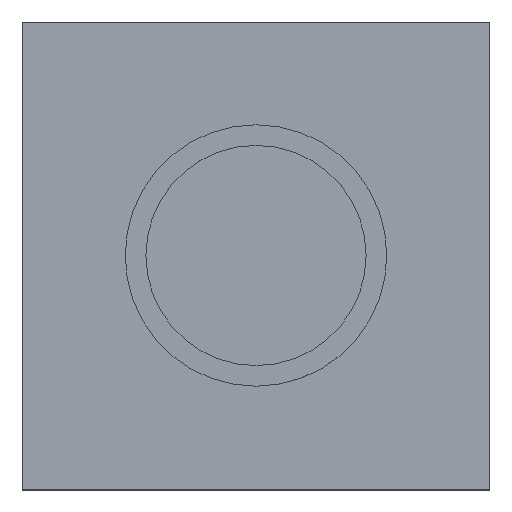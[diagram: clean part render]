
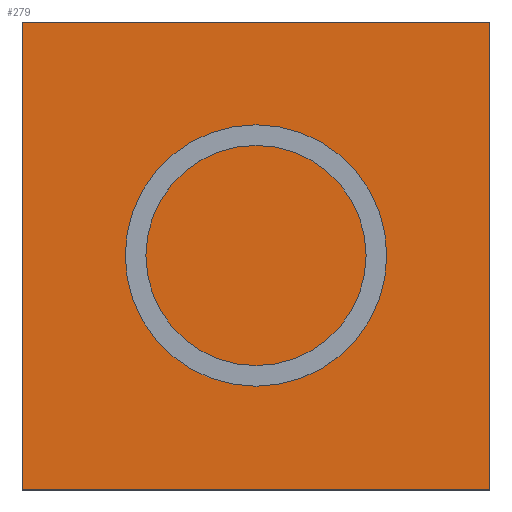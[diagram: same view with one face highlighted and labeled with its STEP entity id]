
A CAD part, top view. The second image highlights one B-rep face of the part: STEP entity #279.
In plain terms, the highlighted planar face has unit normal (0, 0, 1).
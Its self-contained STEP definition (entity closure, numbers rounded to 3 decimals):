
#150 = VERTEX_POINT('',#151);
#151 = CARTESIAN_POINT('',(0.,0.,1.));
#166 = VERTEX_POINT('',#167);
#167 = CARTESIAN_POINT('',(0.,17.,1.));
#173 = EDGE_CURVE('',#150,#166,#174,.T.);
#174 = LINE('',#175,#176);
#175 = CARTESIAN_POINT('',(0.,0.,1.));
#176 = VECTOR('',#177,1.);
#177 = DIRECTION('',(-0.,1.,0.));
#190 = VERTEX_POINT('',#191);
#191 = CARTESIAN_POINT('',(17.,0.,1.));
#206 = VERTEX_POINT('',#207);
#207 = CARTESIAN_POINT('',(17.,17.,1.));
#213 = EDGE_CURVE('',#190,#206,#214,.T.);
#214 = LINE('',#215,#216);
#215 = CARTESIAN_POINT('',(17.,0.,1.));
#216 = VECTOR('',#217,1.);
#217 = DIRECTION('',(-0.,1.,0.));
#234 = EDGE_CURVE('',#150,#190,#235,.T.);
#235 = LINE('',#236,#237);
#236 = CARTESIAN_POINT('',(0.,0.,1.));
#237 = VECTOR('',#238,1.);
#238 = DIRECTION('',(1.,0.,-0.));
#256 = EDGE_CURVE('',#166,#206,#257,.T.);
#257 = LINE('',#258,#259);
#258 = CARTESIAN_POINT('',(0.,17.,1.));
#259 = VECTOR('',#260,1.);
#260 = DIRECTION('',(1.,0.,-0.));
#279 = ADVANCED_FACE('',(#280),#286,.T.);
#280 = FACE_BOUND('',#281,.T.);
#281 = EDGE_LOOP('',(#282,#283,#284,#285));
#282 = ORIENTED_EDGE('',*,*,#173,.F.);
#283 = ORIENTED_EDGE('',*,*,#234,.T.);
#284 = ORIENTED_EDGE('',*,*,#213,.T.);
#285 = ORIENTED_EDGE('',*,*,#256,.F.);
#286 = PLANE('',#287);
#287 = AXIS2_PLACEMENT_3D('',#288,#289,#290);
#288 = CARTESIAN_POINT('',(0.,0.,1.));
#289 = DIRECTION('',(0.,0.,1.));
#290 = DIRECTION('',(1.,0.,-0.));
